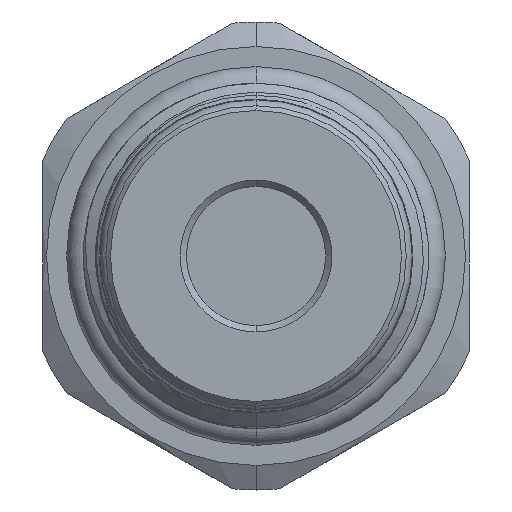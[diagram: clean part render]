
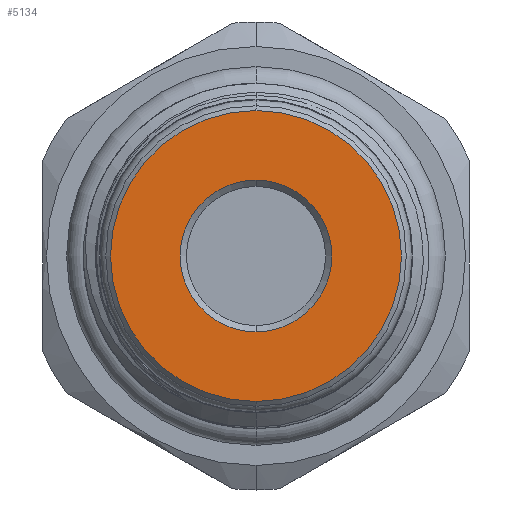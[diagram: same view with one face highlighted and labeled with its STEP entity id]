
A CAD part, left-side view. The second image highlights one B-rep face of the part: STEP entity #5134.
In plain terms, the highlighted planar face has unit normal (-1, 0, 0).
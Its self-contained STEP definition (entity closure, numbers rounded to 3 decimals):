
#127 = CARTESIAN_POINT ( 'NONE',  ( -33.45, 0., -9.2 ) ) ;
#248 = DIRECTION ( 'NONE',  ( -1., 0., 0. ) ) ;
#285 = DIRECTION ( 'NONE',  ( 0., 0., -1. ) ) ;
#445 = AXIS2_PLACEMENT_3D ( 'NONE', #11332, #8344, #2386 ) ;
#865 = CIRCLE ( 'NONE', #12102, 4.8 ) ;
#958 = CIRCLE ( 'NONE', #5608, 4.8 ) ;
#1167 = VERTEX_POINT ( 'NONE', #2095 ) ;
#2095 = CARTESIAN_POINT ( 'NONE',  ( -33.45, 0., 4.8 ) ) ;
#2224 = DIRECTION ( 'NONE',  ( 0., 0., -1. ) ) ;
#2313 = DIRECTION ( 'NONE',  ( 0., 0., -1. ) ) ;
#2386 = DIRECTION ( 'NONE',  ( 0., 0., -1. ) ) ;
#3130 = CARTESIAN_POINT ( 'NONE',  ( -33.45, 0., 0. ) ) ;
#3139 = ORIENTED_EDGE ( 'NONE', *, *, #4364, .T. ) ;
#3828 = ORIENTED_EDGE ( 'NONE', *, *, #6317, .T. ) ;
#3935 = DIRECTION ( 'NONE',  ( 1., 0., 0. ) ) ;
#4249 = VERTEX_POINT ( 'NONE', #127 ) ;
#4364 = EDGE_CURVE ( 'NONE', #4249, #7243, #12427, .T. ) ;
#4379 = CARTESIAN_POINT ( 'NONE',  ( -33.45, 0., 0. ) ) ;
#4764 = FACE_OUTER_BOUND ( 'NONE', #12692, .T. ) ;
#4816 = EDGE_CURVE ( 'NONE', #7243, #4249, #9139, .T. ) ;
#4987 = CARTESIAN_POINT ( 'NONE',  ( -33.45, 0., 9.2 ) ) ;
#5134 = ADVANCED_FACE ( 'NONE', ( #8990, #4764 ), #5347, .F. ) ;
#5319 = DIRECTION ( 'NONE',  ( 1., 0., 0. ) ) ;
#5347 = PLANE ( 'NONE',  #445 ) ;
#5608 = AXIS2_PLACEMENT_3D ( 'NONE', #4379, #5319, #285 ) ;
#6294 = CARTESIAN_POINT ( 'NONE',  ( -33.45, 0., 0. ) ) ;
#6317 = EDGE_CURVE ( 'NONE', #1167, #7413, #865, .T. ) ;
#7243 = VERTEX_POINT ( 'NONE', #4987 ) ;
#7260 = CARTESIAN_POINT ( 'NONE',  ( -33.45, 0., -4.8 ) ) ;
#7413 = VERTEX_POINT ( 'NONE', #7260 ) ;
#7871 = DIRECTION ( 'NONE',  ( 0., 0., -1. ) ) ;
#8344 = DIRECTION ( 'NONE',  ( 1., 0., 0. ) ) ;
#8990 = FACE_BOUND ( 'NONE', #12036, .T. ) ;
#9139 = CIRCLE ( 'NONE', #11658, 9.2 ) ;
#10006 = ORIENTED_EDGE ( 'NONE', *, *, #10081, .T. ) ;
#10081 = EDGE_CURVE ( 'NONE', #7413, #1167, #958, .T. ) ;
#10576 = AXIS2_PLACEMENT_3D ( 'NONE', #3130, #12093, #2224 ) ;
#11332 = CARTESIAN_POINT ( 'NONE',  ( -33.45, 0., 0. ) ) ;
#11658 = AXIS2_PLACEMENT_3D ( 'NONE', #6294, #248, #2313 ) ;
#11774 = ORIENTED_EDGE ( 'NONE', *, *, #4816, .T. ) ;
#11815 = CARTESIAN_POINT ( 'NONE',  ( -33.45, 0., 0. ) ) ;
#12036 = EDGE_LOOP ( 'NONE', ( #3828, #10006 ) ) ;
#12093 = DIRECTION ( 'NONE',  ( -1., 0., 0. ) ) ;
#12102 = AXIS2_PLACEMENT_3D ( 'NONE', #11815, #3935, #7871 ) ;
#12427 = CIRCLE ( 'NONE', #10576, 9.2 ) ;
#12692 = EDGE_LOOP ( 'NONE', ( #3139, #11774 ) ) ;
